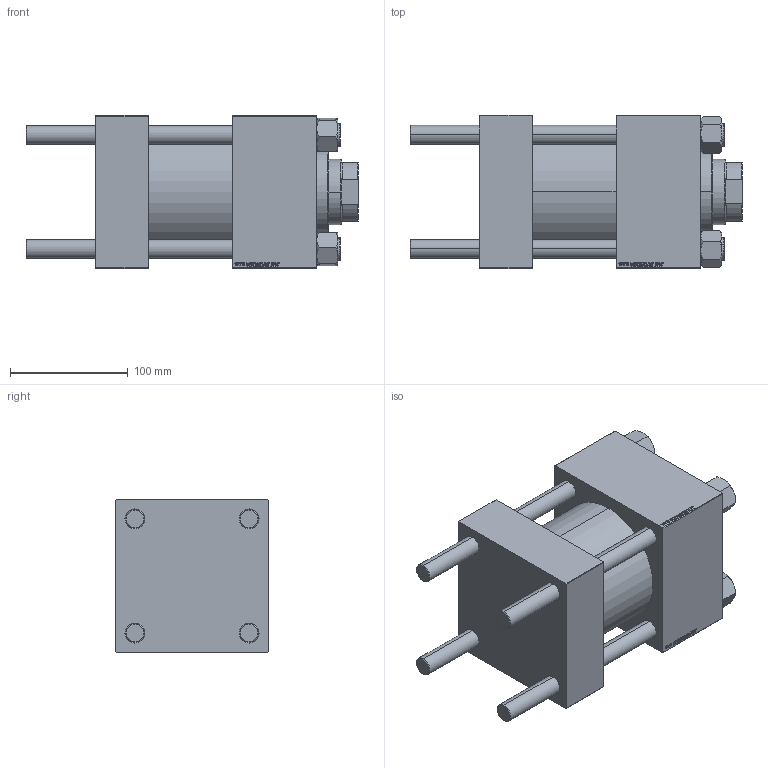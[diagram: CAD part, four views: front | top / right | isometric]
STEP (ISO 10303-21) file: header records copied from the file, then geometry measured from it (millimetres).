
FILE_DESCRIPTION (( 'STEP AP203' ), '1' );
FILE_NAME ('32dd.STEP', '2022-04-14T10:05:20', ( '' ), ( '' ), 'SwSTEP 2.0', 'SolidWorks 2019', '' );
FILE_SCHEMA (( 'CONFIG_CONTROL_DESIGN' ));
Length unit declared in the file: millimetre
Products named in the file (6): V215_VC_A b621ec7aa7ea4b541087804eb04b07f3; 32dd; V215CR_VCP b621ec7aa7ea4b541087804eb04b07f3; V215CR_BODY_A b621ec7aa7ea4b541087804eb04b07f3; NUT_M5 b621ec7aa7ea4b541087804eb04b07f3; CR025_012_A_0_G_A_G_M_020_+#_##_TYCINKA b621ec7aa7ea4b541087804eb04b07f3
Assembly tree (11 placements, depth 2):
  32dd
    V215CR_BODY_A b621ec7aa7ea4b541087804eb04b07f3
    CR025_012_A_0_G_A_G_M_020_+#_##_TYCINKA b621ec7aa7ea4b541087804eb04b07f3  x4
    NUT_M5 b621ec7aa7ea4b541087804eb04b07f3  x4
    V215CR_VCP b621ec7aa7ea4b541087804eb04b07f3
    V215_VC_A b621ec7aa7ea4b541087804eb04b07f3
Bounding box: 282 x 130 x 130 mm (x, y, z)
Volume: 2547458.1 mm3; surface area: 361255.2 mm2
Topology: 11 solids, 11 shells, 1186 faces, 3022 edges, 1969 vertices
Faces by surface type: plane 568, bspline 392, cone 136, cylinder 82, torus 8
Entity records: 50568 total; most frequent: CARTESIAN_POINT 27232, ORIENTED_EDGE 5308, DIRECTION 3336, EDGE_CURVE 2654, VERTEX_POINT 1747, LINE 1610, VECTOR 1610, EDGE_LOOP 1161
